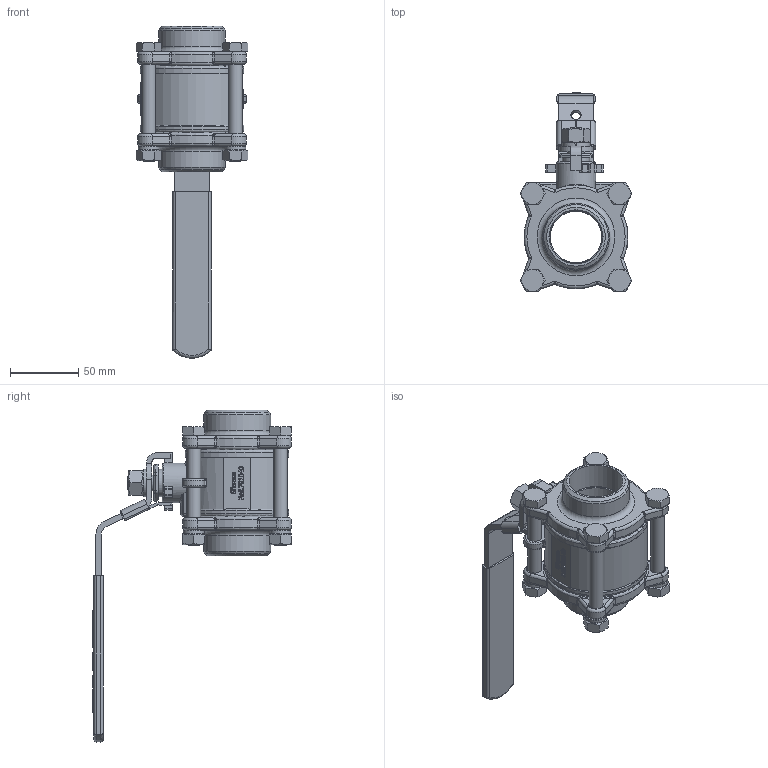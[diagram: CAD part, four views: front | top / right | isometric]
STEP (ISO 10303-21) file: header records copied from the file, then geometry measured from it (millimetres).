
FILE_DESCRIPTION(/* description */ ('791040'),/* implementation_level */ '2;1');
FILE_NAME(/* name */ '791040.stp',/* time_stamp */ '2015-10-05T13:51:41+02:00',/* author */ ('jmorand'),/* organization */ ('Sferaco'),/* preprocessor_version */ 'ST-DEVELOPER v16.1',/* originating_system */ 'Autodesk Inventor 2016',/* authorisation */ '');
FILE_SCHEMA (('AUTOMOTIVE_DESIGN { 1 0 10303 214 3 1 1 }'));
Length unit declared in the file: millimetre
Products named in the file (1): 791040_bd
Bounding box: 82.11 x 145.82 x 243.43 mm (x, y, z)
Volume: 362395.8 mm3; surface area: 86606.5 mm2
Topology: 1 solids, 3 shells, 1397 faces, 3613 edges, 2287 vertices
Faces by surface type: plane 658, bspline 428, cylinder 195, torus 62, cone 54
Full cylindrical faces by diameter (mm): 7.6 x1, 10 x4, 10.5 x10, 12 x2, 16 x4, 17.294 x1, 20 x1, 29 x1, 38 x3, 39.6 x2, 49 x2, 76 x1
Entity records: 47917 total; most frequent: CARTESIAN_POINT 15876, ORIENTED_EDGE 6976, DIRECTION 5058, EDGE_CURVE 3486, VERTEX_POINT 2252, LINE 1888, VECTOR 1888, EDGE_LOOP 1590
